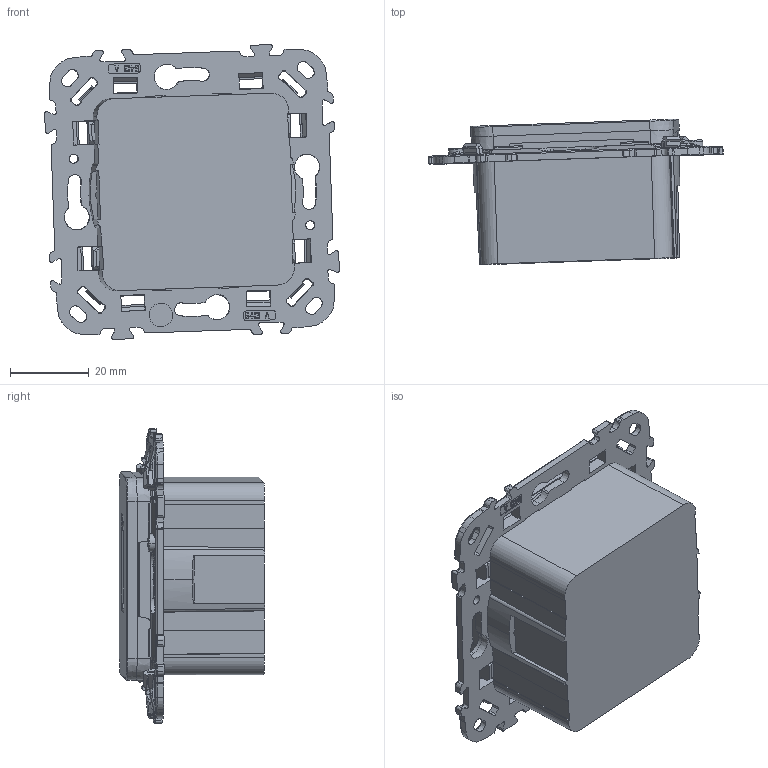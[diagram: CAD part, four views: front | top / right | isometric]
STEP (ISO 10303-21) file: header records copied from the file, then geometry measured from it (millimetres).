
FILE_DESCRIPTION (( 'STEP AP214' ), '1' );
FILE_NAME ('s86_1t8_asm.STEP', '2025-03-26T08:45:11', ( '' ), ( '' ), 'SwSTEP 2.0', 'SolidWorks 2022', '' );
FILE_SCHEMA (( 'AUTOMOTIVE_DESIGN' ));
Length unit declared in the file: millimetre
Products named in the file (1): s86_1t8_asm
Bounding box: 75 x 36.95 x 75.04 mm (x, y, z)
Volume: 89643.2 mm3; surface area: 17878.4 mm2
Topology: 1 solids, 1 shells, 1477 faces, 4121 edges, 2638 vertices
Faces by surface type: plane 921, cone 213, cylinder 210, torus 93, bspline 40
Entity records: 65096 total; most frequent: CARTESIAN_POINT 11868, ORIENTED_EDGE 8210, DIRECTION 7465, EDGE_CURVE 4105, LINE 2957, VECTOR 2957, VERTEX_POINT 2638, AXIS2_PLACEMENT_3D 2254
